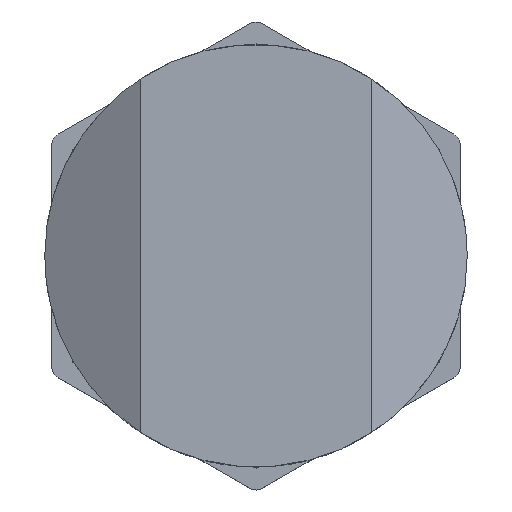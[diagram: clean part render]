
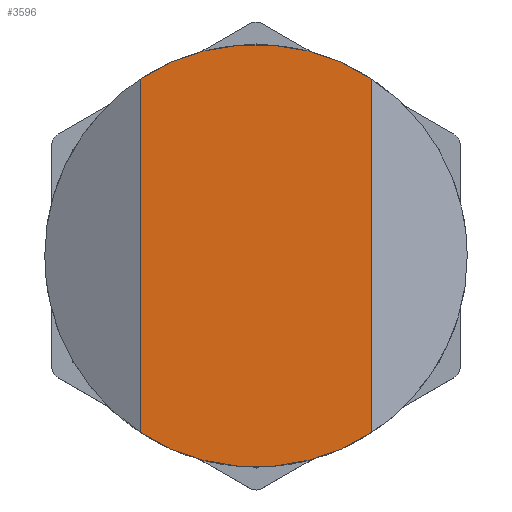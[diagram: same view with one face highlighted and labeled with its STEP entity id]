
A CAD part, top view. The second image highlights one B-rep face of the part: STEP entity #3596.
In plain terms, the highlighted planar face has unit normal (0, 0, 1).
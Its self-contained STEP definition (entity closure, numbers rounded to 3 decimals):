
#251 = ORIENTED_EDGE ( 'NONE', *, *, #5385, .T. ) ;
#252 = VECTOR ( 'NONE', #7260, 1000. ) ;
#271 = CARTESIAN_POINT ( 'NONE',  ( 17., -27.5, 0. ) ) ;
#304 = PLANE ( 'NONE',  #6166 ) ;
#492 = AXIS2_PLACEMENT_3D ( 'NONE', #1560, #779, #7756 ) ;
#505 = DIRECTION ( 'NONE',  ( 1., 0., 0. ) ) ;
#536 = CIRCLE ( 'NONE', #1537, 31. ) ;
#558 = CIRCLE ( 'NONE', #492, 31. ) ;
#779 = DIRECTION ( 'NONE',  ( 0., 0., 1. ) ) ;
#822 = VECTOR ( 'NONE', #2088, 1000. ) ;
#1050 = LINE ( 'NONE', #271, #252 ) ;
#1314 = DIRECTION ( 'NONE',  ( 0., 0., 1. ) ) ;
#1537 = AXIS2_PLACEMENT_3D ( 'NONE', #2096, #1314, #505 ) ;
#1560 = CARTESIAN_POINT ( 'NONE',  ( 0., 0., 0. ) ) ;
#2088 = DIRECTION ( 'NONE',  ( 0., 1., 0. ) ) ;
#2096 = CARTESIAN_POINT ( 'NONE',  ( 0., 0., 0. ) ) ;
#2243 = VERTEX_POINT ( 'NONE', #2572 ) ;
#2358 = EDGE_LOOP ( 'NONE', ( #251, #3474, #7593, #7143 ) ) ;
#2572 = CARTESIAN_POINT ( 'NONE',  ( 17., 25.923, 0. ) ) ;
#2883 = CARTESIAN_POINT ( 'NONE',  ( -17., -27.5, 0. ) ) ;
#3369 = CARTESIAN_POINT ( 'NONE',  ( -17., -25.923, 0. ) ) ;
#3474 = ORIENTED_EDGE ( 'NONE', *, *, #5863, .T. ) ;
#3565 = VERTEX_POINT ( 'NONE', #6085 ) ;
#3596 = ADVANCED_FACE ( 'NONE', ( #5145 ), #304, .F. ) ;
#3605 = CARTESIAN_POINT ( 'NONE',  ( 17., -25.923, 0. ) ) ;
#3704 = LINE ( 'NONE', #2883, #822 ) ;
#4120 = VERTEX_POINT ( 'NONE', #3369 ) ;
#5123 = VERTEX_POINT ( 'NONE', #3605 ) ;
#5145 = FACE_OUTER_BOUND ( 'NONE', #2358, .T. ) ;
#5385 = EDGE_CURVE ( 'NONE', #4120, #5123, #536, .T. ) ;
#5690 = DIRECTION ( 'NONE',  ( -1., 0., 0. ) ) ;
#5863 = EDGE_CURVE ( 'NONE', #5123, #2243, #1050, .T. ) ;
#5999 = EDGE_CURVE ( 'NONE', #2243, #3565, #558, .T. ) ;
#6085 = CARTESIAN_POINT ( 'NONE',  ( -17., 25.923, 0. ) ) ;
#6166 = AXIS2_PLACEMENT_3D ( 'NONE', #7294, #6480, #5690 ) ;
#6480 = DIRECTION ( 'NONE',  ( 0., 0., -1. ) ) ;
#7143 = ORIENTED_EDGE ( 'NONE', *, *, #7264, .F. ) ;
#7260 = DIRECTION ( 'NONE',  ( 0., 1., 0. ) ) ;
#7264 = EDGE_CURVE ( 'NONE', #4120, #3565, #3704, .T. ) ;
#7294 = CARTESIAN_POINT ( 'NONE',  ( 0., 0., 0. ) ) ;
#7593 = ORIENTED_EDGE ( 'NONE', *, *, #5999, .T. ) ;
#7756 = DIRECTION ( 'NONE',  ( 1., 0., 0. ) ) ;
